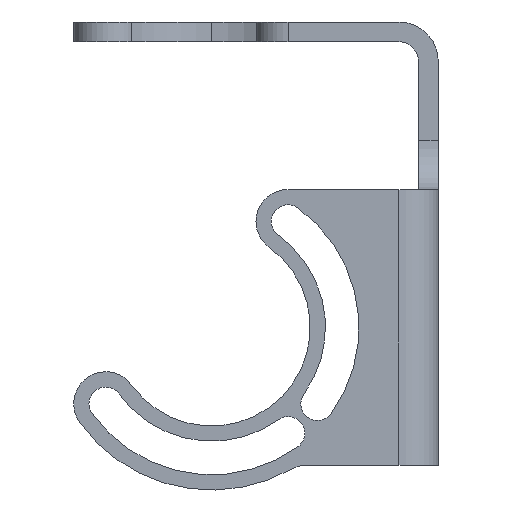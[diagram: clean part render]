
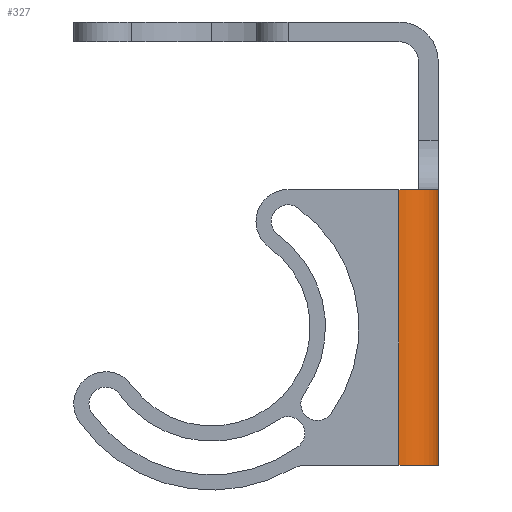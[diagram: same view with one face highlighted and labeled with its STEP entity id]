
A CAD part, left-side view. The second image highlights one B-rep face of the part: STEP entity #327.
In plain terms, the highlighted cylindrical face has radius 4 mm (diameter 8 mm), a partial arc.
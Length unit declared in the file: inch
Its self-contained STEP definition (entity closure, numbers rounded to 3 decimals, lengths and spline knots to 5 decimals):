
#29 = DIRECTION ( 'NONE',  ( 0., 0., -1. ) ) ;
#110 = ORIENTED_EDGE ( 'NONE', *, *, #3761, .F. ) ;
#327 = ADVANCED_FACE ( 'NONE', ( #825 ), #1574, .T. ) ;
#345 = DIRECTION ( 'NONE',  ( -1., 0., 0. ) ) ;
#428 = CARTESIAN_POINT ( 'NONE',  ( -2.75342, -0.77958, 1.62553 ) ) ;
#491 = EDGE_LOOP ( 'NONE', ( #1409, #2084, #110, #3263 ) ) ;
#508 = AXIS2_PLACEMENT_3D ( 'NONE', #4424, #1139, #804 ) ;
#633 = LINE ( 'NONE', #2063, #2022 ) ;
#662 = CARTESIAN_POINT ( 'NONE',  ( -2.9109, -0.6221, 0.52317 ) ) ;
#804 = DIRECTION ( 'NONE',  ( -1., 0., 0. ) ) ;
#825 = FACE_OUTER_BOUND ( 'NONE', #491, .T. ) ;
#905 = CARTESIAN_POINT ( 'NONE',  ( -2.75342, -0.6221, 1.62553 ) ) ;
#1070 = CARTESIAN_POINT ( 'NONE',  ( -2.75342, -0.6221, 0.52317 ) ) ;
#1139 = DIRECTION ( 'NONE',  ( 0., 0., -1. ) ) ;
#1409 = ORIENTED_EDGE ( 'NONE', *, *, #4119, .F. ) ;
#1574 = CYLINDRICAL_SURFACE ( 'NONE', #508, 0.15748 ) ;
#1850 = CARTESIAN_POINT ( 'NONE',  ( -2.9109, -0.6221, 1.62553 ) ) ;
#2000 = DIRECTION ( 'NONE',  ( 0., 0., 1. ) ) ;
#2022 = VECTOR ( 'NONE', #3534, 39.37008 ) ;
#2057 = VECTOR ( 'NONE', #3676, 39.37008 ) ;
#2063 = CARTESIAN_POINT ( 'NONE',  ( -2.75342, -0.77958, 1.62553 ) ) ;
#2069 = AXIS2_PLACEMENT_3D ( 'NONE', #905, #2000, #345 ) ;
#2084 = ORIENTED_EDGE ( 'NONE', *, *, #2979, .T. ) ;
#2170 = AXIS2_PLACEMENT_3D ( 'NONE', #1070, #29, #2172 ) ;
#2172 = DIRECTION ( 'NONE',  ( 1., 0., 0. ) ) ;
#2216 = VERTEX_POINT ( 'NONE', #428 ) ;
#2219 = LINE ( 'NONE', #1850, #2057 ) ;
#2282 = VERTEX_POINT ( 'NONE', #3509 ) ;
#2456 = CIRCLE ( 'NONE', #2069, 0.15748 ) ;
#2580 = CARTESIAN_POINT ( 'NONE',  ( -2.75342, -0.77958, 0.52317 ) ) ;
#2979 = EDGE_CURVE ( 'NONE', #2282, #3138, #2219, .T. ) ;
#3138 = VERTEX_POINT ( 'NONE', #662 ) ;
#3194 = VERTEX_POINT ( 'NONE', #2580 ) ;
#3263 = ORIENTED_EDGE ( 'NONE', *, *, #3295, .T. ) ;
#3295 = EDGE_CURVE ( 'NONE', #3194, #2216, #633, .T. ) ;
#3509 = CARTESIAN_POINT ( 'NONE',  ( -2.9109, -0.6221, 1.62553 ) ) ;
#3534 = DIRECTION ( 'NONE',  ( 0., 0., 1. ) ) ;
#3676 = DIRECTION ( 'NONE',  ( 0., 0., -1. ) ) ;
#3761 = EDGE_CURVE ( 'NONE', #3194, #3138, #4240, .T. ) ;
#4119 = EDGE_CURVE ( 'NONE', #2282, #2216, #2456, .T. ) ;
#4240 = CIRCLE ( 'NONE', #2170, 0.15748 ) ;
#4424 = CARTESIAN_POINT ( 'NONE',  ( -2.75342, -0.6221, 1.84824 ) ) ;
